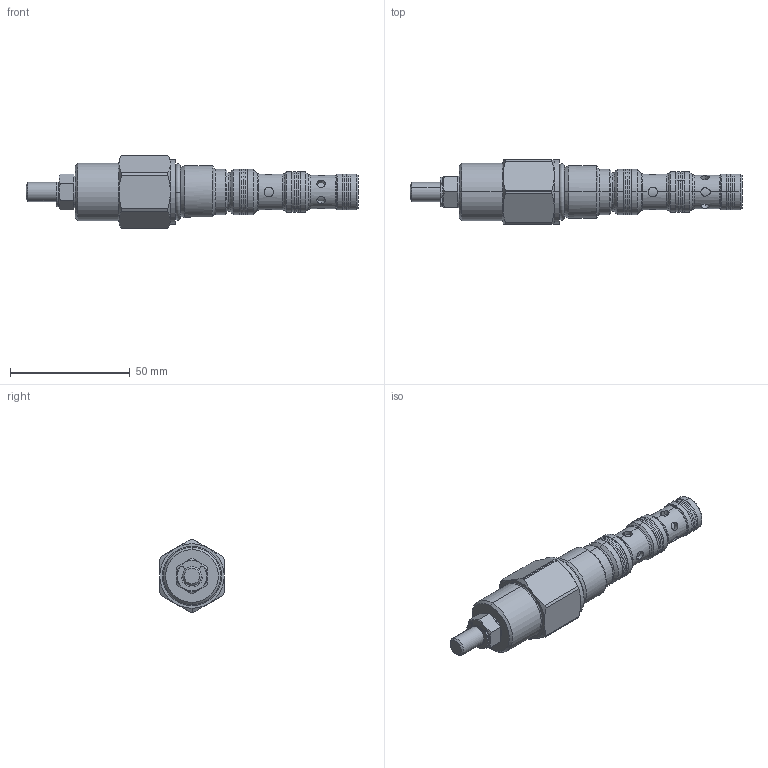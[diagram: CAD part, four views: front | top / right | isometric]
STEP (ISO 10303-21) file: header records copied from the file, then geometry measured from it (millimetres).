
FILE_DESCRIPTION (( 'STEP AP214' ), '1' );
FILE_NAME ('456.K2_Kunde.STEP', '2017-02-21T14:52:25', ( 'user' ), ( '' ), 'SwSTEP 2.0', 'SolidWorks 2016', '' );
FILE_SCHEMA (( 'AUTOMOTIVE_DESIGN' ));
Length unit declared in the file: millimetre
Products named in the file (1): 456.K2_Kunde
Bounding box: 138.82 x 27 x 30.5 mm (x, y, z)
Volume: 42891.8 mm3; surface area: 10306.4 mm2
Topology: 2 solids, 2 shells, 228 faces, 509 edges, 305 vertices
Faces by surface type: cylinder 94, cone 59, plane 45, torus 22, bspline 8
Entity records: 7561 total; most frequent: CARTESIAN_POINT 2492, DIRECTION 1080, ORIENTED_EDGE 1018, EDGE_CURVE 509, AXIS2_PLACEMENT_3D 449, VERTEX_POINT 305, EDGE_LOOP 248, CIRCLE 228
